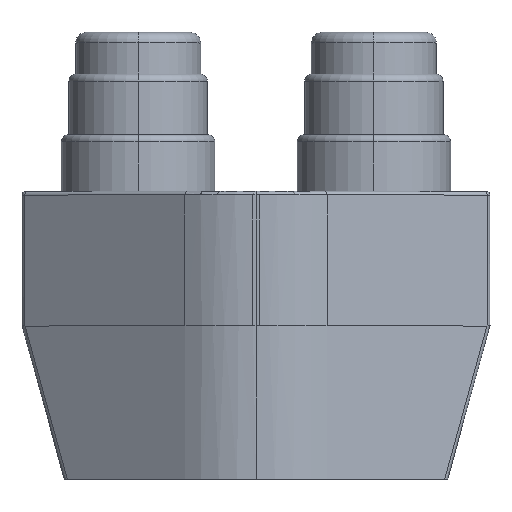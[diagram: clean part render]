
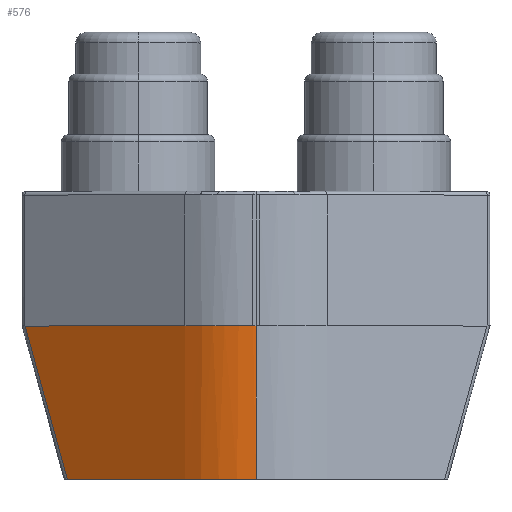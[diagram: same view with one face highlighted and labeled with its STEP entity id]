
A CAD part, top view. The second image highlights one B-rep face of the part: STEP entity #576.
In plain terms, the highlighted free-form (B-spline) face has degree [3, 1] with [14, 2] control points.
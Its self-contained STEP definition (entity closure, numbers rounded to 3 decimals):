
#74 = EDGE_CURVE ( 'NONE', #2459, #2184, #419, .T. ) ;
#82 = CARTESIAN_POINT ( 'NONE',  ( -65.414, -38.127, 0.702 ) ) ;
#179 = CARTESIAN_POINT ( 'NONE',  ( -54.774, -81.624, 8.411 ) ) ;
#184 = DIRECTION ( 'NONE',  ( 0.81, 0., 0.587 ) ) ;
#239 = CARTESIAN_POINT ( 'NONE',  ( -17.356, -38.127, 35.519 ) ) ;
#245 = CARTESIAN_POINT ( 'NONE',  ( -0.876, -38.127, 39.75 ) ) ;
#247 = CARTESIAN_POINT ( 'NONE',  ( -20.134, -38.127, 33.507 ) ) ;
#252 = CARTESIAN_POINT ( 'NONE',  ( -14.261, -38.127, 37.092 ) ) ;
#253 = CARTESIAN_POINT ( 'NONE',  ( -7.735, -38.127, 39.208 ) ) ;
#255 = CARTESIAN_POINT ( 'NONE',  ( -4.306, -38.127, 39.75 ) ) ;
#257 = VERTEX_POINT ( 'NONE', #520 ) ;
#321 = CARTESIAN_POINT ( 'NONE',  ( -63.412, -45.4, 2.153 ) ) ;
#341 = CARTESIAN_POINT ( 'NONE',  ( -65.414, -38.127, 0.702 ) ) ;
#346 = CARTESIAN_POINT ( 'NONE',  ( -62.411, -49.037, 2.878 ) ) ;
#354 = CARTESIAN_POINT ( 'NONE',  ( -61.411, -52.674, 3.603 ) ) ;
#358 = CARTESIAN_POINT ( 'NONE',  ( -60.41, -56.311, 4.327 ) ) ;
#361 = CARTESIAN_POINT ( 'NONE',  ( -59.411, -59.949, 5.052 ) ) ;
#362 = CARTESIAN_POINT ( 'NONE',  ( -57.425, -67.173, 6.49 ) ) ;
#369 = CARTESIAN_POINT ( 'NONE',  ( -55.441, -74.399, 7.928 ) ) ;
#371 = CARTESIAN_POINT ( 'NONE',  ( -53.458, -81.624, 9.365 ) ) ;
#419 = LINE ( 'NONE', #179, #1535 ) ;
#438 = B_SPLINE_CURVE_WITH_KNOTS ( 'NONE', 3,
 ( #247, #239, #252, #253, #255, #245 ),
 .UNSPECIFIED., .F., .F.,
 ( 4, 2, 4 ),
 ( 0., 0.48, 0.959 ),
 .UNSPECIFIED. ) ;
#498 = CARTESIAN_POINT ( 'NONE',  ( -20.134, -81.624, 33.507 ) ) ;
#520 = CARTESIAN_POINT ( 'NONE',  ( 0., -38.127, 39.738 ) ) ;
#576 = ADVANCED_FACE ( 'NONE', ( #2056 ), #2344, .T. ) ;
#595 = EDGE_CURVE ( 'NONE', #2249, #2007, #1657, .T. ) ;
#638 = CARTESIAN_POINT ( 'NONE',  ( -64.413, -41.764, 1.428 ) ) ;
#703 = VERTEX_POINT ( 'NONE', #1299 ) ;
#724 = CARTESIAN_POINT ( 'NONE',  ( -0.292, -38.127, 39.746 ) ) ;
#765 = CIRCLE ( 'NONE', #2252, 32.826 ) ;
#892 = B_SPLINE_CURVE_WITH_KNOTS ( 'NONE', 3,
 ( #341, #638, #321, #346, #354, #358, #361, #362, #369, #371 ),
 .UNSPECIFIED., .F., .F.,
 ( 4, 3, 3, 4 ),
 ( 0., 0.012, 0.023, 0.046 ),
 .UNSPECIFIED. ) ;
#893 = ORIENTED_EDGE ( 'NONE', *, *, #1738, .T. ) ;
#903 = EDGE_CURVE ( 'NONE', #2007, #703, #438, .T. ) ;
#1006 = EDGE_CURVE ( 'NONE', #2249, #2459, #892, .T. ) ;
#1033 = CARTESIAN_POINT ( 'NONE',  ( -67.125, -38.127, -0.537 ) ) ;
#1056 = CARTESIAN_POINT ( 'NONE',  ( -63.374, -38.127, 2.18 ) ) ;
#1059 = CARTESIAN_POINT ( 'NONE',  ( 0., -81.624, 39.738 ) ) ;
#1060 = CARTESIAN_POINT ( 'NONE',  ( -45.913, -81.624, 14.831 ) ) ;
#1063 = CARTESIAN_POINT ( 'NONE',  ( -55.641, -38.127, 7.783 ) ) ;
#1064 = CARTESIAN_POINT ( 'NONE',  ( -37.454, -81.624, 20.959 ) ) ;
#1068 = CARTESIAN_POINT ( 'NONE',  ( -43.629, -38.127, 16.485 ) ) ;
#1070 = CARTESIAN_POINT ( 'NONE',  ( -28.995, -81.624, 27.087 ) ) ;
#1073 = CARTESIAN_POINT ( 'NONE',  ( -31.618, -38.127, 25.187 ) ) ;
#1078 = CARTESIAN_POINT ( 'NONE',  ( -23.165, -81.624, 31.311 ) ) ;
#1085 = CARTESIAN_POINT ( 'NONE',  ( -23.885, -38.127, 30.789 ) ) ;
#1091 = CARTESIAN_POINT ( 'NONE',  ( -19.482, -81.624, 33.979 ) ) ;
#1092 = CARTESIAN_POINT ( 'NONE',  ( -19.327, -38.127, 34.091 ) ) ;
#1097 = CARTESIAN_POINT ( 'NONE',  ( -18.098, -81.624, 34.908 ) ) ;
#1103 = CARTESIAN_POINT ( 'NONE',  ( -17.737, -38.127, 35.133 ) ) ;
#1108 = CARTESIAN_POINT ( 'NONE',  ( -15.023, -81.624, 36.641 ) ) ;
#1111 = CARTESIAN_POINT ( 'NONE',  ( -14.585, -38.127, 36.84 ) ) ;
#1113 = CARTESIAN_POINT ( 'NONE',  ( -10.631, -81.624, 38.445 ) ) ;
#1114 = CARTESIAN_POINT ( 'NONE',  ( -10.619, -38.127, 38.405 ) ) ;
#1116 = CARTESIAN_POINT ( 'NONE',  ( -5.988, -81.624, 39.437 ) ) ;
#1117 = CARTESIAN_POINT ( 'NONE',  ( -6.462, -38.127, 39.354 ) ) ;
#1120 = CARTESIAN_POINT ( 'NONE',  ( -2.472, -81.624, 39.745 ) ) ;
#1121 = CARTESIAN_POINT ( 'NONE',  ( -2.897, -38.127, 39.726 ) ) ;
#1125 = CARTESIAN_POINT ( 'NONE',  ( -0.805, -81.624, 39.759 ) ) ;
#1129 = CARTESIAN_POINT ( 'NONE',  ( -0.996, -38.127, 39.765 ) ) ;
#1131 = CARTESIAN_POINT ( 'NONE',  ( 0., -81.624, 39.738 ) ) ;
#1137 = CARTESIAN_POINT ( 'NONE',  ( 0., -38.127, 39.738 ) ) ;
#1142 = DIRECTION ( 'NONE',  ( 0., 1., 0. ) ) ;
#1143 = CARTESIAN_POINT ( 'NONE',  ( -51.743, -81.624, 10.607 ) ) ;
#1165 = CARTESIAN_POINT ( 'NONE',  ( -20.134, -38.127, 33.507 ) ) ;
#1173 = CARTESIAN_POINT ( 'NONE',  ( -54.774, -81.624, 8.411 ) ) ;
#1175 = VECTOR ( 'NONE', #2030, 1000. ) ;
#1185 = CARTESIAN_POINT ( 'NONE',  ( -67.125, -38.127, -0.537 ) ) ;
#1192 = DIRECTION ( 'NONE',  ( 0.81, 0., 0.587 ) ) ;
#1280 = ORIENTED_EDGE ( 'NONE', *, *, #1006, .T. ) ;
#1299 = CARTESIAN_POINT ( 'NONE',  ( -0.876, -38.127, 39.75 ) ) ;
#1321 = EDGE_CURVE ( 'NONE', #2184, #2496, #765, .T. ) ;
#1366 = CARTESIAN_POINT ( 'NONE',  ( -0.876, -81.624, 6.924 ) ) ;
#1397 = CARTESIAN_POINT ( 'NONE',  ( -0.584, -38.127, 39.75 ) ) ;
#1446 = ORIENTED_EDGE ( 'NONE', *, *, #595, .F. ) ;
#1490 = CARTESIAN_POINT ( 'NONE',  ( -53.458, -81.624, 9.365 ) ) ;
#1535 = VECTOR ( 'NONE', #184, 1000. ) ;
#1617 = ORIENTED_EDGE ( 'NONE', *, *, #903, .F. ) ;
#1657 = LINE ( 'NONE', #1185, #2410 ) ;
#1677 = DIRECTION ( 'NONE',  ( 0., 0., 1. ) ) ;
#1733 = LINE ( 'NONE', #1876, #1175 ) ;
#1738 = EDGE_CURVE ( 'NONE', #2496, #257, #1733, .T. ) ;
#1787 = ORIENTED_EDGE ( 'NONE', *, *, #1321, .T. ) ;
#1847 = ORIENTED_EDGE ( 'NONE', *, *, #74, .T. ) ;
#1876 = CARTESIAN_POINT ( 'NONE',  ( 0., -59.875, 39.738 ) ) ;
#1905 = CARTESIAN_POINT ( 'NONE',  ( 0., -38.127, 39.738 ) ) ;
#2000 = EDGE_CURVE ( 'NONE', #703, #257, #2155, .T. ) ;
#2007 = VERTEX_POINT ( 'NONE', #1165 ) ;
#2030 = DIRECTION ( 'NONE',  ( 0., 1., 0. ) ) ;
#2037 = ORIENTED_EDGE ( 'NONE', *, *, #2000, .F. ) ;
#2056 = FACE_OUTER_BOUND ( 'NONE', #2108, .T. ) ;
#2108 = EDGE_LOOP ( 'NONE', ( #1446, #1280, #1847, #1787, #893, #2037, #1617 ) ) ;
#2155 = B_SPLINE_CURVE_WITH_KNOTS ( 'NONE', 3,
 ( #2399, #1397, #724, #1905 ),
 .UNSPECIFIED., .F., .F.,
 ( 4, 4 ),
 ( 0.959, 1. ),
 .UNSPECIFIED. ) ;
#2184 = VERTEX_POINT ( 'NONE', #498 ) ;
#2249 = VERTEX_POINT ( 'NONE', #82 ) ;
#2252 = AXIS2_PLACEMENT_3D ( 'NONE', #1366, #1142, #1677 ) ;
#2344 = B_SPLINE_SURFACE_WITH_KNOTS ( 'NONE', 3, 1, ( 
 ( #1173, #1033 ),
 ( #1143, #1056 ),
 ( #1060, #1063 ),
 ( #1064, #1068 ),
 ( #1070, #1073 ),
 ( #1078, #1085 ),
 ( #1091, #1092 ),
 ( #1097, #1103 ),
 ( #1108, #1111 ),
 ( #1113, #1114 ),
 ( #1116, #1117 ),
 ( #1120, #1121 ),
 ( #1125, #1129 ),
 ( #1131, #1137 ) ),
 .UNSPECIFIED., .F., .F., .F.,
 ( 4, 1, 1, 1, 2, 1, 1, 1, 1, 1, 4 ),
 ( 2, 2 ),
 ( 0., 0.175, 0.35, 0.524, 0.699, 0.737, 0.774, 0.85, 0.925, 0.962, 1. ),
 ( 0., 1. ),
 .UNSPECIFIED. ) ;
#2399 = CARTESIAN_POINT ( 'NONE',  ( -0.876, -38.127, 39.75 ) ) ;
#2410 = VECTOR ( 'NONE', #1192, 1000. ) ;
#2459 = VERTEX_POINT ( 'NONE', #1490 ) ;
#2496 = VERTEX_POINT ( 'NONE', #1059 ) ;
